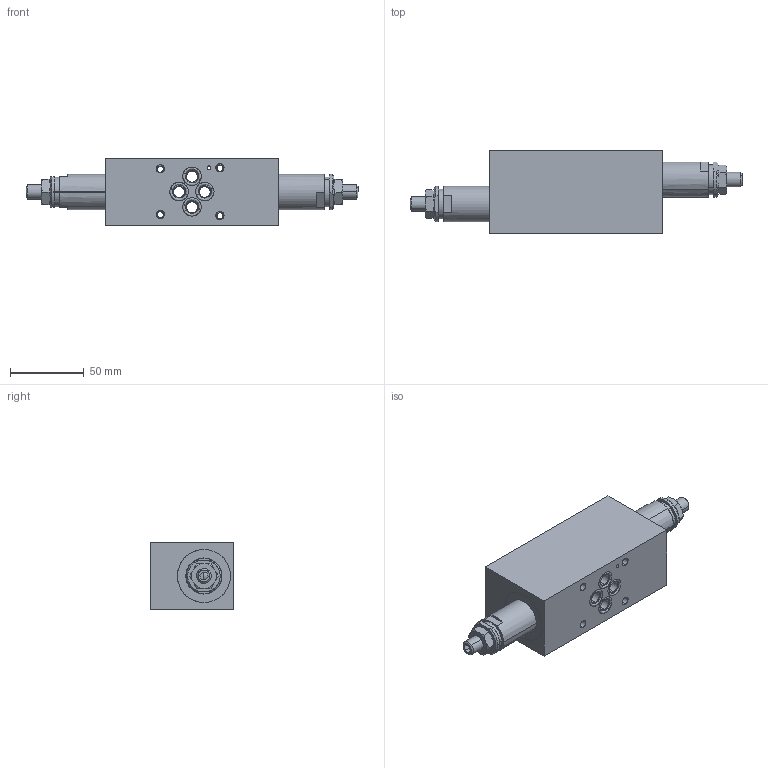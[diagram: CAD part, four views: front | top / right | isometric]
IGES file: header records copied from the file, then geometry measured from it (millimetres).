
Start section: SolidWorks IGES file using analytic representation for surfaces
Global section: file name: AM3VIAB--003.igs; native system: SolidWorks 2014; preprocessor: SolidWorks 2014; author: serviziopdm; date: 160909.095618; units: millimetre
Bounding box: 225.6 x 56.78 x 46 mm (x, y, z)
Surface area: 44606.5 mm2 (no closed solid volume)
Topology: 0 solids, 0 shells, 176 faces, 2497 edges, 2497 vertices
Faces by surface type: revolution 106, bspline 70
